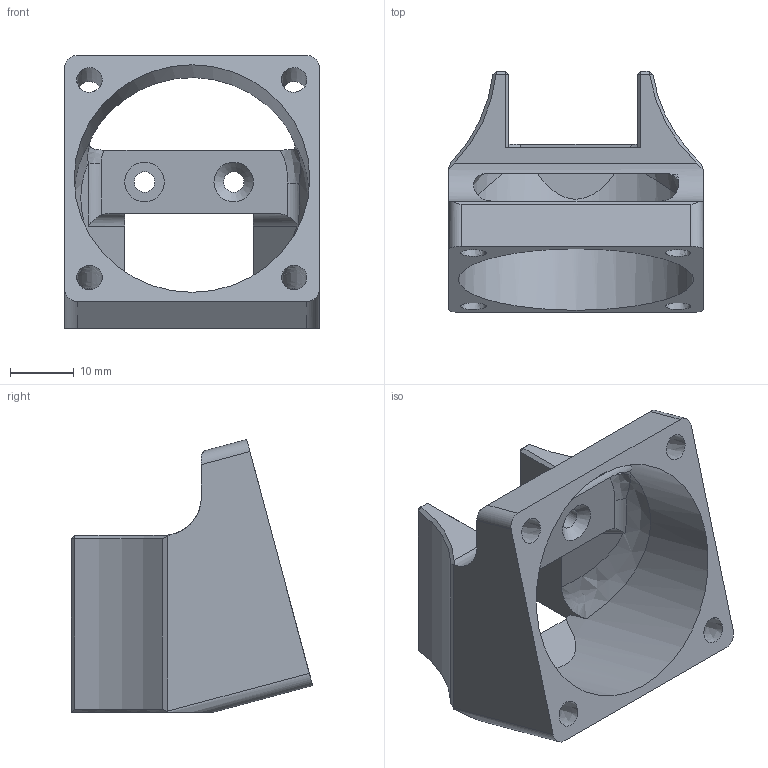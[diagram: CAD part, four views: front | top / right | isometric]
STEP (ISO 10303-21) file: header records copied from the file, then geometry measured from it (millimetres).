
FILE_DESCRIPTION(/* description */ (''),/* implementation_level */ '2;1');
FILE_NAME(/* name */ '40mm FAN MOUNT FOR MICROSWISS HOTEND v2.step',/* time_stamp */ '2020-01-29T12:30:27-05:00',/* author */ (''),/* organization */ (''),/* preprocessor_version */ 'ST-DEVELOPER v18',/* originating_system */ 'Autodesk Translation Framework v8.12.0.6',/* authorisation */ '');
FILE_SCHEMA (('AUTOMOTIVE_DESIGN { 1 0 10303 214 3 1 1 }'));
Length unit declared in the file: millimetre
Products named in the file (2): 40mm FAN MOUNT FOR MICROSWISS HOTEND; Component4
Assembly tree (1 placements, depth 2):
  40mm FAN MOUNT FOR MICROSWISS HOTEND
    Component4
Bounding box: 40 x 37.87 x 42.86 mm (x, y, z)
Volume: 12618.4 mm3; surface area: 8718.1 mm2
Topology: 1 solids, 1 shells, 70 faces, 195 edges, 126 vertices
Faces by surface type: plane 42, cylinder 14, bspline 8, cone 6
Full cylindrical faces by diameter (mm): 3.2 x2, 37 x1
Entity records: 3159 total; most frequent: CARTESIAN_POINT 1374, ORIENTED_EDGE 390, DIRECTION 328, EDGE_CURVE 195, VERTEX_POINT 126, AXIS2_PLACEMENT_3D 115, LINE 98, VECTOR 98
